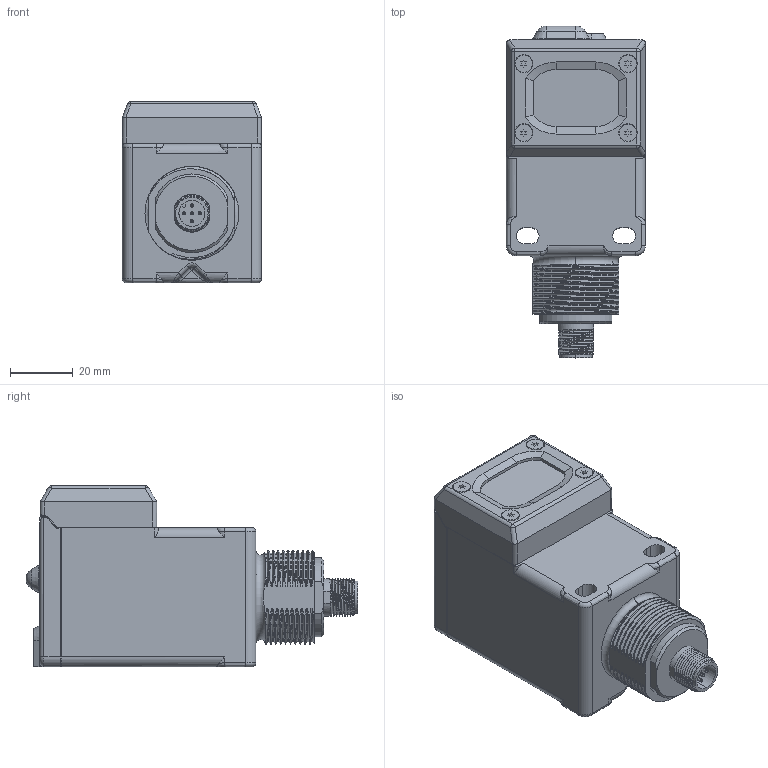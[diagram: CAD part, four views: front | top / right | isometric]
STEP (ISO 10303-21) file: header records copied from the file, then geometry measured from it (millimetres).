
FILE_DESCRIPTION((''),'2;1');
FILE_NAME('156709_ASM','2016-01-13T',('pdmadmin'),(''),'PRO/ENGINEER BY PARAMETRIC TECHNOLOGY CORPORATION, 2013230','PRO/ENGINEER BY PARAMETRIC TECHNOLOGY CORPORATION, 2013230','');
FILE_SCHEMA(('CONFIG_CONTROL_DESIGN'));
Products named in the file (13): 128327; 28723; 137866_ASM; 34619; 14840; 35813; 126238_ASM; 35037; 35482; 48355; 107054; 41089; 156709_ASM
Assembly tree (15 placements, depth 3):
  156709_ASM
    137866_ASM
      128327
      28723
    126238_ASM
      34619
      14840
      35813
    35037
    35482
    48355  x4
    107054
    41089
Bounding box: 44.53 x 106.03 x 58.06 mm (x, y, z)
Volume: 71149.1 mm3; surface area: 51783.3 mm2
Topology: 13 solids, 13 shells, 1157 faces, 2896 edges, 1796 vertices
Faces by surface type: plane 414, cylinder 397, bspline 173, cone 84, torus 54, sphere 35
Entity records: 54878 total; most frequent: CARTESIAN_POINT 29564, ORIENTED_EDGE 5472, DIRECTION 4831, EDGE_CURVE 2736, AXIS2_PLACEMENT_3D 1721, VERTEX_POINT 1700, VECTOR 1389, LINE 1389
